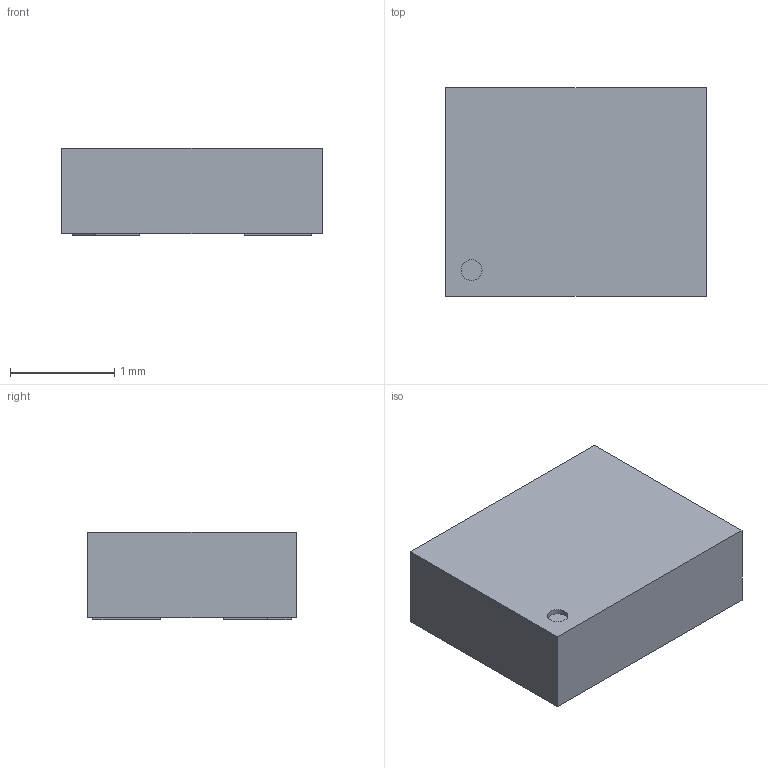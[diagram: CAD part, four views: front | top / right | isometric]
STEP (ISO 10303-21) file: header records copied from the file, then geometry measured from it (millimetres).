
FILE_DESCRIPTION(('FreeCAD Model'),'2;1');
FILE_NAME('smd-oscillator-2520.step','2019-01-30T12:41:11',('Author'),(''), 'Open CASCADE STEP processor 6.8','FreeCAD','Unknown');
FILE_SCHEMA(('AUTOMOTIVE_DESIGN_CC2 { 1 2 10303 214 -1 1 5 4 }'));
Length unit declared in the file: millimetre
Products named in the file (1): Chamfer
Bounding box: 2.5 x 2 x 0.84 mm (x, y, z)
Volume: 4.1 mm3; surface area: 17.6 mm2
Topology: 1 solids, 1 shells, 29 faces, 66 edges, 44 vertices
Faces by surface type: plane 28, cylinder 1
Full cylindrical faces by diameter (mm): 0.2 x1
Entity records: 1879 total; most frequent: CARTESIAN_POINT 278, DIRECTION 259, LINE 194, VECTOR 194, ORIENTED_EDGE 132, PCURVE 132, DEFINITIONAL_REPRESENTATION 132, EDGE_CURVE 66
